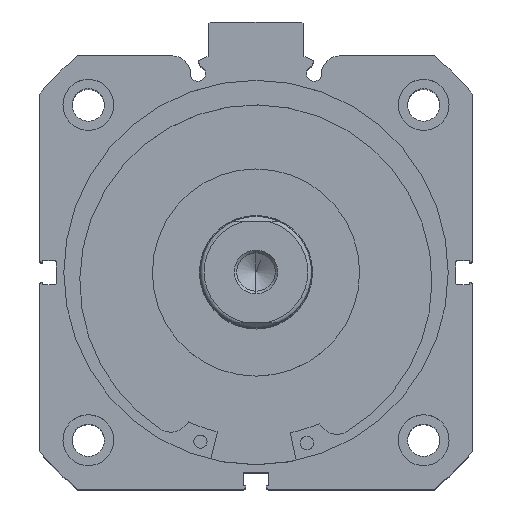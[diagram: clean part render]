
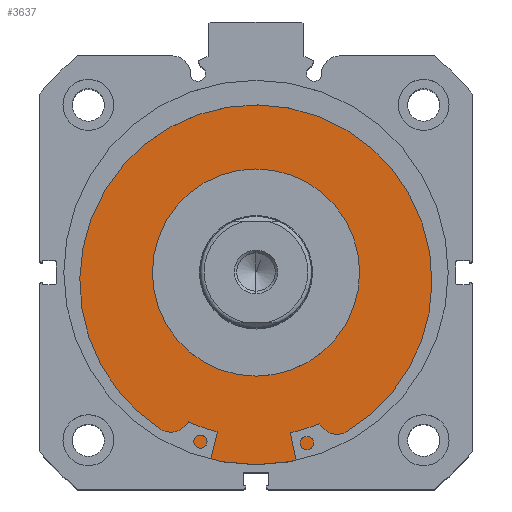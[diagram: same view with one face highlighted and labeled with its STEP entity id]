
A CAD part, top view. The second image highlights one B-rep face of the part: STEP entity #3637.
In plain terms, the highlighted face is planar.
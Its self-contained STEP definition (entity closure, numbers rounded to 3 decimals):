
#45 = ORIENTED_EDGE ( 'NONE', *, *, #3430, .F. ) ;
#48 = ORIENTED_EDGE ( 'NONE', *, *, #3420, .T. ) ;
#52 = ORIENTED_EDGE ( 'NONE', *, *, #3423, .T. ) ;
#90 = ORIENTED_EDGE ( 'NONE', *, *, #3428, .F. ) ;
#1068 = CIRCLE ( 'NONE', #3919, 51. ) ;
#1071 = CIRCLE ( 'NONE', #3921, 51. ) ;
#1077 = CIRCLE ( 'NONE', #3923, 27.5 ) ;
#1080 = CIRCLE ( 'NONE', #3926, 27.5 ) ;
#1260 = EDGE_LOOP ( 'NONE', ( #52, #48 ) ) ;
#1304 = EDGE_LOOP ( 'NONE', ( #45, #90 ) ) ;
#2718 = CARTESIAN_POINT ( 'NONE',  ( 5.5, 0., 0. ) ) ;
#2719 = DIRECTION ( 'NONE',  ( -1., 0., 0. ) ) ;
#2720 = DIRECTION ( 'NONE',  ( 0., 0., 1. ) ) ;
#2727 = CARTESIAN_POINT ( 'NONE',  ( 5.5, 0., 0. ) ) ;
#2728 = DIRECTION ( 'NONE',  ( -1., 0., 0. ) ) ;
#2729 = DIRECTION ( 'NONE',  ( 0., 0., 1. ) ) ;
#2740 = CARTESIAN_POINT ( 'NONE',  ( 5.5, 0., 0. ) ) ;
#2741 = DIRECTION ( 'NONE',  ( -1., 0., 0. ) ) ;
#2742 = DIRECTION ( 'NONE',  ( 0., 0., 1. ) ) ;
#2746 = CARTESIAN_POINT ( 'NONE',  ( 5.5, 0., 0. ) ) ;
#2747 = DIRECTION ( 'NONE',  ( -1., 0., 0. ) ) ;
#2748 = DIRECTION ( 'NONE',  ( 0., 0., 1. ) ) ;
#2891 = CARTESIAN_POINT ( 'NONE',  ( 5.5, 51., 0. ) ) ;
#2892 = PLANE ( 'NONE',  #3967 ) ;
#2893 = DIRECTION ( 'NONE',  ( 1., 0., 0. ) ) ;
#2894 = DIRECTION ( 'NONE',  ( 0., 0., -1. ) ) ;
#3420 = EDGE_CURVE ( 'NONE', #6301, #6464, #1068, .T. ) ;
#3423 = EDGE_CURVE ( 'NONE', #6464, #6301, #1071, .T. ) ;
#3428 = EDGE_CURVE ( 'NONE', #6624, #6609, #1077, .T. ) ;
#3430 = EDGE_CURVE ( 'NONE', #6609, #6624, #1080, .T. ) ;
#3637 = ADVANCED_FACE ( 'NONE', ( #4260, #4268 ), #2892, .F. ) ;
#3919 = AXIS2_PLACEMENT_3D ( 'NONE', #2718, #2719, #2720 ) ;
#3921 = AXIS2_PLACEMENT_3D ( 'NONE', #2727, #2728, #2729 ) ;
#3923 = AXIS2_PLACEMENT_3D ( 'NONE', #2740, #2741, #2742 ) ;
#3926 = AXIS2_PLACEMENT_3D ( 'NONE', #2746, #2747, #2748 ) ;
#3967 = AXIS2_PLACEMENT_3D ( 'NONE', #2891, #2893, #2894 ) ;
#4260 = FACE_BOUND ( 'NONE', #1304, .T. ) ;
#4268 = FACE_OUTER_BOUND ( 'NONE', #1260, .T. ) ;
#5678 = CARTESIAN_POINT ( 'NONE',  ( 5.5, 0., -51. ) ) ;
#5788 = CARTESIAN_POINT ( 'NONE',  ( 5.5, 0., 51. ) ) ;
#5824 = CARTESIAN_POINT ( 'NONE',  ( 5.5, 0., 27.5 ) ) ;
#5838 = CARTESIAN_POINT ( 'NONE',  ( 5.5, 0., -27.5 ) ) ;
#6301 = VERTEX_POINT ( 'NONE', #5678 ) ;
#6464 = VERTEX_POINT ( 'NONE', #5788 ) ;
#6609 = VERTEX_POINT ( 'NONE', #5824 ) ;
#6624 = VERTEX_POINT ( 'NONE', #5838 ) ;
